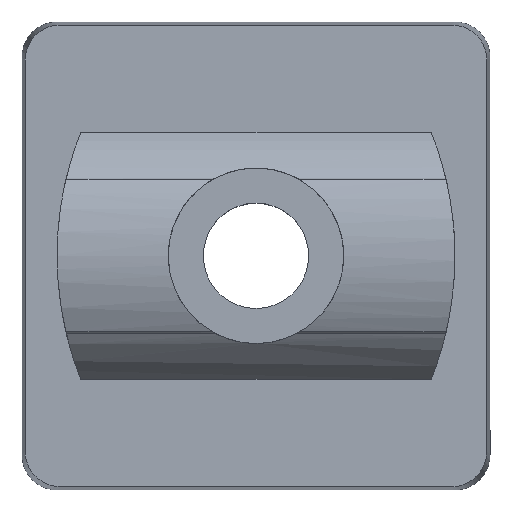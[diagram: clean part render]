
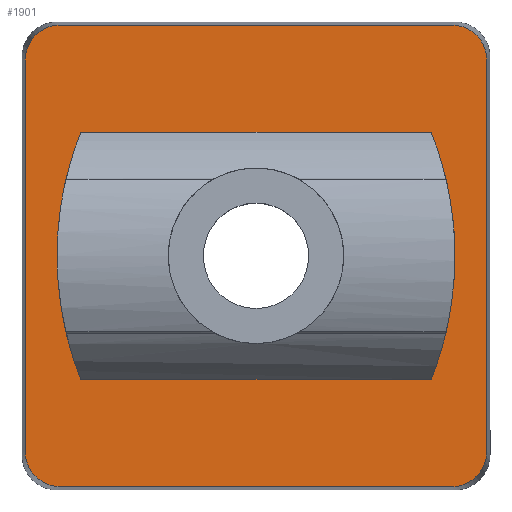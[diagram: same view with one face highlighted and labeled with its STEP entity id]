
A CAD part, top view. The second image highlights one B-rep face of the part: STEP entity #1901.
In plain terms, the highlighted planar face has unit normal (0, 0, 1).
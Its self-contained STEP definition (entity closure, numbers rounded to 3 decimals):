
#2 = LINE ( 'NONE', #505, #773 ) ;
#22 = DIRECTION ( 'NONE',  ( -1., 0., 0. ) ) ;
#64 =( BOUNDED_CURVE ( )  B_SPLINE_CURVE ( 3, ( #1975, #1224, #898, #443 ),
 .UNSPECIFIED., .F., .T. ) 
 B_SPLINE_CURVE_WITH_KNOTS ( ( 4, 4 ),
 ( 2.357, 3.926 ),
 .UNSPECIFIED. ) 
 CURVE ( )  GEOMETRIC_REPRESENTATION_ITEM ( )  RATIONAL_B_SPLINE_CURVE ( ( 1., 0.805, 0.805, 1. ) ) 
 REPRESENTATION_ITEM ( '' )  );
#96 = CARTESIAN_POINT ( 'NONE',  ( 19.728, 16.729, 7.8 ) ) ;
#115 =( BOUNDED_CURVE ( )  B_SPLINE_CURVE ( 3, ( #134, #582, #143, #1666 ),
 .UNSPECIFIED., .F., .F. ) 
 B_SPLINE_CURVE_WITH_KNOTS ( ( 4, 4 ),
 ( 2.357, 3.926 ),
 .UNSPECIFIED. ) 
 CURVE ( )  GEOMETRIC_REPRESENTATION_ITEM ( )  RATIONAL_B_SPLINE_CURVE ( ( 1., 0.805, 0.805, 1. ) ) 
 REPRESENTATION_ITEM ( '' )  );
#134 = CARTESIAN_POINT ( 'NONE',  ( -19.728, 16.729, 7.8 ) ) ;
#143 = CARTESIAN_POINT ( 'NONE',  ( -18.486, 19.728, 7.8 ) ) ;
#154 = VERTEX_POINT ( 'NONE', #1859 ) ;
#211 = CARTESIAN_POINT ( 'NONE',  ( -14.97, 10.563, 7.8 ) ) ;
#217 = DIRECTION ( 'NONE',  ( -1., 0., 0. ) ) ;
#236 = EDGE_LOOP ( 'NONE', ( #717, #1115, #1327, #1160, #1595, #1005, #678, #690 ) ) ;
#240 =( BOUNDED_CURVE ( )  B_SPLINE_CURVE ( 3, ( #536, #549, #1015, #96 ),
 .UNSPECIFIED., .F., .F. ) 
 B_SPLINE_CURVE_WITH_KNOTS ( ( 4, 4 ),
 ( 5.498, 7.068 ),
 .UNSPECIFIED. ) 
 CURVE ( )  GEOMETRIC_REPRESENTATION_ITEM ( )  RATIONAL_B_SPLINE_CURVE ( ( 1., 0.805, 0.805, 1. ) ) 
 REPRESENTATION_ITEM ( '' )  );
#244 = ORIENTED_EDGE ( 'NONE', *, *, #1542, .F. ) ;
#276 = CARTESIAN_POINT ( 'NONE',  ( 11.5, 0., 7.8 ) ) ;
#284 = CARTESIAN_POINT ( 'NONE',  ( 19.728, -18.486, 7.8 ) ) ;
#307 = CARTESIAN_POINT ( 'NONE',  ( -19.728, 22.5, 7.8 ) ) ;
#335 = CARTESIAN_POINT ( 'NONE',  ( -19.728, 16.729, 7.8 ) ) ;
#358 = CIRCLE ( 'NONE', #1642, 28.5 ) ;
#366 = CARTESIAN_POINT ( 'NONE',  ( 11.5, 0., 7.8 ) ) ;
#415 = EDGE_CURVE ( 'NONE', #1217, #1347, #2, .T. ) ;
#437 = DIRECTION ( 'NONE',  ( 0., 0., 1. ) ) ;
#443 = CARTESIAN_POINT ( 'NONE',  ( -19.728, -16.729, 7.8 ) ) ;
#449 = EDGE_CURVE ( 'NONE', #468, #1823, #358, .T. ) ;
#450 = CARTESIAN_POINT ( 'NONE',  ( 19.728, -16.729, 7.8 ) ) ;
#463 = VERTEX_POINT ( 'NONE', #1459 ) ;
#468 = VERTEX_POINT ( 'NONE', #211 ) ;
#503 = VECTOR ( 'NONE', #1245, 1000. ) ;
#505 = CARTESIAN_POINT ( 'NONE',  ( 0., -10.563, 7.8 ) ) ;
#512 = CARTESIAN_POINT ( 'NONE',  ( 19.728, 22.5, 7.8 ) ) ;
#513 = PLANE ( 'NONE',  #658 ) ;
#520 = EDGE_CURVE ( 'NONE', #1369, #1739, #1980, .T. ) ;
#521 = LINE ( 'NONE', #1019, #649 ) ;
#530 = CARTESIAN_POINT ( 'NONE',  ( 16.729, -19.728, 7.8 ) ) ;
#536 = CARTESIAN_POINT ( 'NONE',  ( 16.729, 19.728, 7.8 ) ) ;
#549 = CARTESIAN_POINT ( 'NONE',  ( 18.486, 19.728, 7.8 ) ) ;
#579 = VERTEX_POINT ( 'NONE', #1815 ) ;
#582 = CARTESIAN_POINT ( 'NONE',  ( -19.728, 18.486, 7.8 ) ) ;
#587 = FACE_BOUND ( 'NONE', #1065, .T. ) ;
#640 = AXIS2_PLACEMENT_3D ( 'NONE', #276, #437, #740 ) ;
#649 = VECTOR ( 'NONE', #695, 1000. ) ;
#658 = AXIS2_PLACEMENT_3D ( 'NONE', #1916, #1931, #217 ) ;
#670 = ORIENTED_EDGE ( 'NONE', *, *, #794, .F. ) ;
#678 = ORIENTED_EDGE ( 'NONE', *, *, #1702, .F. ) ;
#690 = ORIENTED_EDGE ( 'NONE', *, *, #1671, .F. ) ;
#695 = DIRECTION ( 'NONE',  ( -1., 0., 0. ) ) ;
#717 = ORIENTED_EDGE ( 'NONE', *, *, #1801, .F. ) ;
#740 = DIRECTION ( 'NONE',  ( -1., 0., 0. ) ) ;
#759 = VECTOR ( 'NONE', #1825, 1000. ) ;
#773 = VECTOR ( 'NONE', #1452, 1000. ) ;
#779 = CIRCLE ( 'NONE', #877, 28.5 ) ;
#794 = EDGE_CURVE ( 'NONE', #1347, #579, #779, .T. ) ;
#852 = LINE ( 'NONE', #894, #759 ) ;
#877 = AXIS2_PLACEMENT_3D ( 'NONE', #943, #930, #22 ) ;
#879 = CARTESIAN_POINT ( 'NONE',  ( 14.97, -10.563, 7.8 ) ) ;
#890 = CARTESIAN_POINT ( 'NONE',  ( 18.486, -19.728, 7.8 ) ) ;
#892 = EDGE_CURVE ( 'NONE', #1093, #463, #64, .T. ) ;
#894 = CARTESIAN_POINT ( 'NONE',  ( -22.5, 19.728, 7.8 ) ) ;
#898 = CARTESIAN_POINT ( 'NONE',  ( -19.728, -18.486, 7.8 ) ) ;
#930 = DIRECTION ( 'NONE',  ( 0., 0., 1. ) ) ;
#943 = CARTESIAN_POINT ( 'NONE',  ( -11.5, 0., 7.8 ) ) ;
#950 =( BOUNDED_CURVE ( )  B_SPLINE_CURVE ( 3, ( #1041, #284, #890, #1202 ),
 .UNSPECIFIED., .F., .T. ) 
 B_SPLINE_CURVE_WITH_KNOTS ( ( 4, 4 ),
 ( 2.357, 3.926 ),
 .UNSPECIFIED. ) 
 CURVE ( )  GEOMETRIC_REPRESENTATION_ITEM ( )  RATIONAL_B_SPLINE_CURVE ( ( 1., 0.805, 0.805, 1. ) ) 
 REPRESENTATION_ITEM ( '' )  );
#966 = CARTESIAN_POINT ( 'NONE',  ( 16.729, 19.728, 7.8 ) ) ;
#1000 = ORIENTED_EDGE ( 'NONE', *, *, #449, .F. ) ;
#1005 = ORIENTED_EDGE ( 'NONE', *, *, #2020, .F. ) ;
#1015 = CARTESIAN_POINT ( 'NONE',  ( 19.728, 18.486, 7.8 ) ) ;
#1019 = CARTESIAN_POINT ( 'NONE',  ( -22.5, -19.728, 7.8 ) ) ;
#1024 = EDGE_CURVE ( 'NONE', #1739, #1933, #950, .T. ) ;
#1029 = ORIENTED_EDGE ( 'NONE', *, *, #1067, .F. ) ;
#1041 = CARTESIAN_POINT ( 'NONE',  ( 19.728, -16.729, 7.8 ) ) ;
#1065 = EDGE_LOOP ( 'NONE', ( #1000, #244, #670, #2019, #1029 ) ) ;
#1067 = EDGE_CURVE ( 'NONE', #1823, #1217, #1083, .T. ) ;
#1083 = CIRCLE ( 'NONE', #640, 28.5 ) ;
#1093 = VERTEX_POINT ( 'NONE', #1218 ) ;
#1115 = ORIENTED_EDGE ( 'NONE', *, *, #892, .F. ) ;
#1118 = VECTOR ( 'NONE', #1765, 1000. ) ;
#1142 = VERTEX_POINT ( 'NONE', #335 ) ;
#1160 = ORIENTED_EDGE ( 'NONE', *, *, #1024, .F. ) ;
#1202 = CARTESIAN_POINT ( 'NONE',  ( 16.729, -19.728, 7.8 ) ) ;
#1217 = VERTEX_POINT ( 'NONE', #1230 ) ;
#1218 = CARTESIAN_POINT ( 'NONE',  ( -16.729, -19.728, 7.8 ) ) ;
#1224 = CARTESIAN_POINT ( 'NONE',  ( -18.486, -19.728, 7.8 ) ) ;
#1230 = CARTESIAN_POINT ( 'NONE',  ( -14.97, -10.563, 7.8 ) ) ;
#1234 = CARTESIAN_POINT ( 'NONE',  ( -17., 0., 7.8 ) ) ;
#1245 = DIRECTION ( 'NONE',  ( -1., 0., 0. ) ) ;
#1324 = LINE ( 'NONE', #1705, #503 ) ;
#1327 = ORIENTED_EDGE ( 'NONE', *, *, #1572, .F. ) ;
#1347 = VERTEX_POINT ( 'NONE', #879 ) ;
#1369 = VERTEX_POINT ( 'NONE', #1819 ) ;
#1395 = FACE_OUTER_BOUND ( 'NONE', #236, .T. ) ;
#1452 = DIRECTION ( 'NONE',  ( 1., 0., 0. ) ) ;
#1459 = CARTESIAN_POINT ( 'NONE',  ( -19.728, -16.729, 7.8 ) ) ;
#1467 = DIRECTION ( 'NONE',  ( 0., 0., 1. ) ) ;
#1542 = EDGE_CURVE ( 'NONE', #579, #468, #1324, .T. ) ;
#1572 = EDGE_CURVE ( 'NONE', #1933, #1093, #521, .T. ) ;
#1595 = ORIENTED_EDGE ( 'NONE', *, *, #520, .F. ) ;
#1638 = VECTOR ( 'NONE', #1720, 1000. ) ;
#1642 = AXIS2_PLACEMENT_3D ( 'NONE', #366, #1467, #1775 ) ;
#1666 = CARTESIAN_POINT ( 'NONE',  ( -16.729, 19.728, 7.8 ) ) ;
#1671 = EDGE_CURVE ( 'NONE', #1142, #154, #115, .T. ) ;
#1702 = EDGE_CURVE ( 'NONE', #154, #1922, #852, .T. ) ;
#1705 = CARTESIAN_POINT ( 'NONE',  ( 0., 10.563, 7.8 ) ) ;
#1720 = DIRECTION ( 'NONE',  ( 0., 1., 0. ) ) ;
#1739 = VERTEX_POINT ( 'NONE', #450 ) ;
#1765 = DIRECTION ( 'NONE',  ( 0., -1., 0. ) ) ;
#1775 = DIRECTION ( 'NONE',  ( -1., 0., 0. ) ) ;
#1801 = EDGE_CURVE ( 'NONE', #463, #1142, #1955, .T. ) ;
#1815 = CARTESIAN_POINT ( 'NONE',  ( 14.97, 10.563, 7.8 ) ) ;
#1819 = CARTESIAN_POINT ( 'NONE',  ( 19.728, 16.729, 7.8 ) ) ;
#1823 = VERTEX_POINT ( 'NONE', #1234 ) ;
#1825 = DIRECTION ( 'NONE',  ( 1., 0., 0. ) ) ;
#1859 = CARTESIAN_POINT ( 'NONE',  ( -16.729, 19.728, 7.8 ) ) ;
#1901 = ADVANCED_FACE ( 'NONE', ( #1395, #587 ), #513, .F. ) ;
#1916 = CARTESIAN_POINT ( 'NONE',  ( 0., 0., 7.8 ) ) ;
#1922 = VERTEX_POINT ( 'NONE', #966 ) ;
#1931 = DIRECTION ( 'NONE',  ( 0., 0., -1. ) ) ;
#1933 = VERTEX_POINT ( 'NONE', #530 ) ;
#1955 = LINE ( 'NONE', #307, #1638 ) ;
#1975 = CARTESIAN_POINT ( 'NONE',  ( -16.729, -19.728, 7.8 ) ) ;
#1980 = LINE ( 'NONE', #512, #1118 ) ;
#2019 = ORIENTED_EDGE ( 'NONE', *, *, #415, .F. ) ;
#2020 = EDGE_CURVE ( 'NONE', #1922, #1369, #240, .T. ) ;
